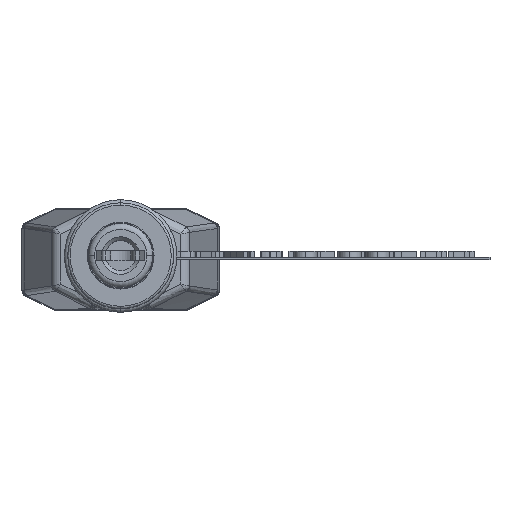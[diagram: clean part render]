
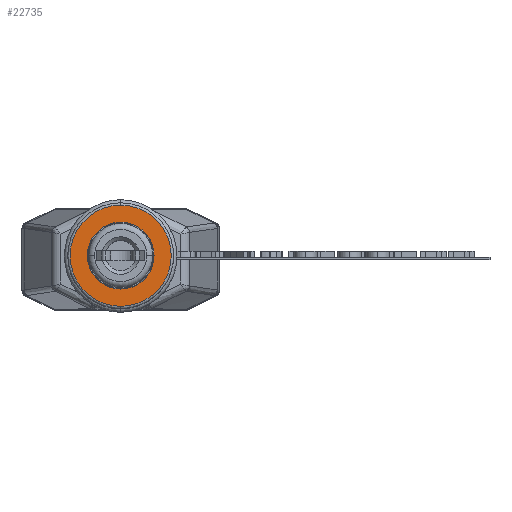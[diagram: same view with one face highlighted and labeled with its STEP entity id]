
A CAD part, top view. The second image highlights one B-rep face of the part: STEP entity #22735.
In plain terms, the highlighted face is planar.
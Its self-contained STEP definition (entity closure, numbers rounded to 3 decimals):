
#636 = CARTESIAN_POINT ( 'NONE',  ( 0., 26., 0. ) ) ;
#4516 = DIRECTION ( 'NONE',  ( 0., 0., 1. ) ) ;
#5789 = CARTESIAN_POINT ( 'NONE',  ( 0., 26., 2.75 ) ) ;
#5899 = CARTESIAN_POINT ( 'NONE',  ( 0., 26., 0. ) ) ;
#7531 = ORIENTED_EDGE ( 'NONE', *, *, #30111, .T. ) ;
#7726 = CARTESIAN_POINT ( 'NONE',  ( 0., 26., 4.175 ) ) ;
#8204 = AXIS2_PLACEMENT_3D ( 'NONE', #38960, #15745, #42870 ) ;
#9630 = PLANE ( 'NONE',  #36193 ) ;
#9808 = DIRECTION ( 'NONE',  ( 0., 0., 1. ) ) ;
#11380 = EDGE_LOOP ( 'NONE', ( #30899, #15927 ) ) ;
#15722 = EDGE_CURVE ( 'NONE', #17109, #37974, #30011, .T. ) ;
#15745 = DIRECTION ( 'NONE',  ( 0., 1., 0. ) ) ;
#15927 = ORIENTED_EDGE ( 'NONE', *, *, #42817, .F. ) ;
#16619 = ORIENTED_EDGE ( 'NONE', *, *, #22009, .T. ) ;
#17109 = VERTEX_POINT ( 'NONE', #5789 ) ;
#18323 = CARTESIAN_POINT ( 'NONE',  ( 0., 26., 0. ) ) ;
#19154 = CARTESIAN_POINT ( 'NONE',  ( 0., 26., 0. ) ) ;
#22009 = EDGE_CURVE ( 'NONE', #33166, #27155, #43811, .T. ) ;
#22244 = DIRECTION ( 'NONE',  ( 0., 0., 1. ) ) ;
#22361 = FACE_OUTER_BOUND ( 'NONE', #34472, .T. ) ;
#22735 = ADVANCED_FACE ( 'NONE', ( #42955, #22361 ), #9630, .T. ) ;
#23098 = DIRECTION ( 'NONE',  ( 0., 0., 1. ) ) ;
#24712 = CIRCLE ( 'NONE', #8204, 2.75 ) ;
#27155 = VERTEX_POINT ( 'NONE', #7726 ) ;
#27749 = DIRECTION ( 'NONE',  ( 0., 1., 0. ) ) ;
#30011 = CIRCLE ( 'NONE', #35567, 2.75 ) ;
#30111 = EDGE_CURVE ( 'NONE', #27155, #33166, #41251, .T. ) ;
#30899 = ORIENTED_EDGE ( 'NONE', *, *, #15722, .F. ) ;
#33037 = DIRECTION ( 'NONE',  ( 0., 1., 0. ) ) ;
#33166 = VERTEX_POINT ( 'NONE', #42801 ) ;
#34472 = EDGE_LOOP ( 'NONE', ( #7531, #16619 ) ) ;
#35537 = AXIS2_PLACEMENT_3D ( 'NONE', #636, #27749, #4516 ) ;
#35567 = AXIS2_PLACEMENT_3D ( 'NONE', #18323, #45437, #22244 ) ;
#36193 = AXIS2_PLACEMENT_3D ( 'NONE', #5899, #33037, #9808 ) ;
#37974 = VERTEX_POINT ( 'NONE', #40156 ) ;
#38413 = AXIS2_PLACEMENT_3D ( 'NONE', #19154, #46275, #23098 ) ;
#38960 = CARTESIAN_POINT ( 'NONE',  ( 0., 26., 0. ) ) ;
#40156 = CARTESIAN_POINT ( 'NONE',  ( 0., 26., -2.75 ) ) ;
#41251 = CIRCLE ( 'NONE', #35537, 4.175 ) ;
#42801 = CARTESIAN_POINT ( 'NONE',  ( 0., 26., -4.175 ) ) ;
#42817 = EDGE_CURVE ( 'NONE', #37974, #17109, #24712, .T. ) ;
#42870 = DIRECTION ( 'NONE',  ( 0., 0., 1. ) ) ;
#42955 = FACE_BOUND ( 'NONE', #11380, .T. ) ;
#43811 = CIRCLE ( 'NONE', #38413, 4.175 ) ;
#45437 = DIRECTION ( 'NONE',  ( 0., 1., 0. ) ) ;
#46275 = DIRECTION ( 'NONE',  ( 0., 1., 0. ) ) ;
